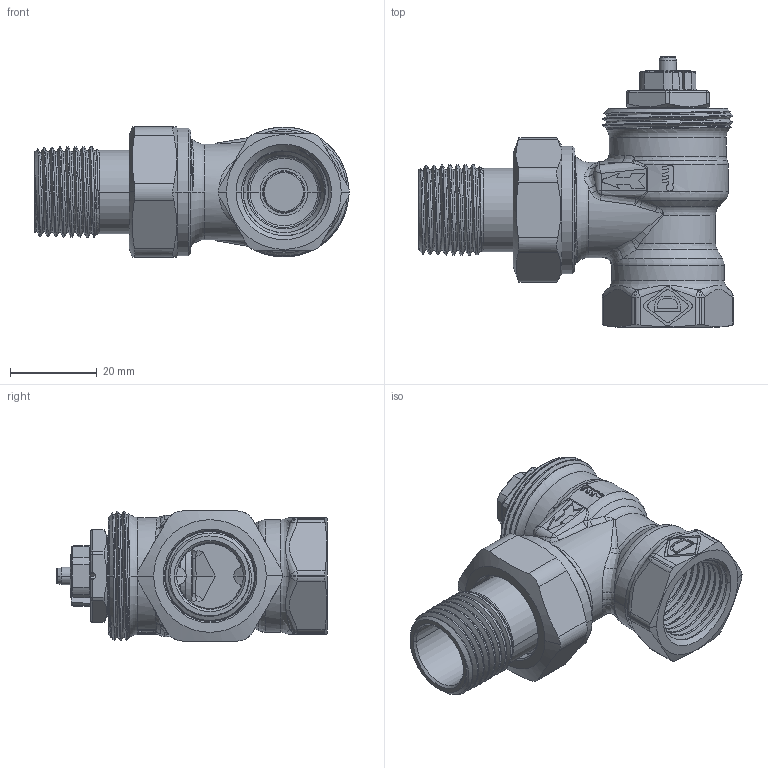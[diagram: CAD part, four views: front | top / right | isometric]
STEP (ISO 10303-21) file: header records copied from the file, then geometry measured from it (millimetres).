
FILE_DESCRIPTION((''),'2;1');
FILE_NAME('3711-02-000-GEWINDE-O_SW0001','2015-08-04T',('marann'),(''),'PRO/ENGINEER BY PARAMETRIC TECHNOLOGY CORPORATION, 2011490','PRO/ENGINEER BY PARAMETRIC TECHNOLOGY CORPORATION, 2011490','');
FILE_SCHEMA(('CONFIG_CONTROL_DESIGN'));
Products named in the file (1): 3711-02-000-GEWINDE-O_SW0001
Bounding box: 72.58 x 62.3 x 30 mm (x, y, z)
Volume: 27182 mm3; surface area: 23045.1 mm2
Topology: 1 solids, 1 shells, 1395 faces, 3661 edges, 2330 vertices
Faces by surface type: plane 710, cylinder 304, bspline 146, cone 124, torus 93, sphere 18
Entity records: 59657 total; most frequent: CARTESIAN_POINT 27813, ORIENTED_EDGE 7318, DIRECTION 5613, EDGE_CURVE 3659, VERTEX_POINT 2330, AXIS2_PLACEMENT_3D 2012, VECTOR 1589, LINE 1589
